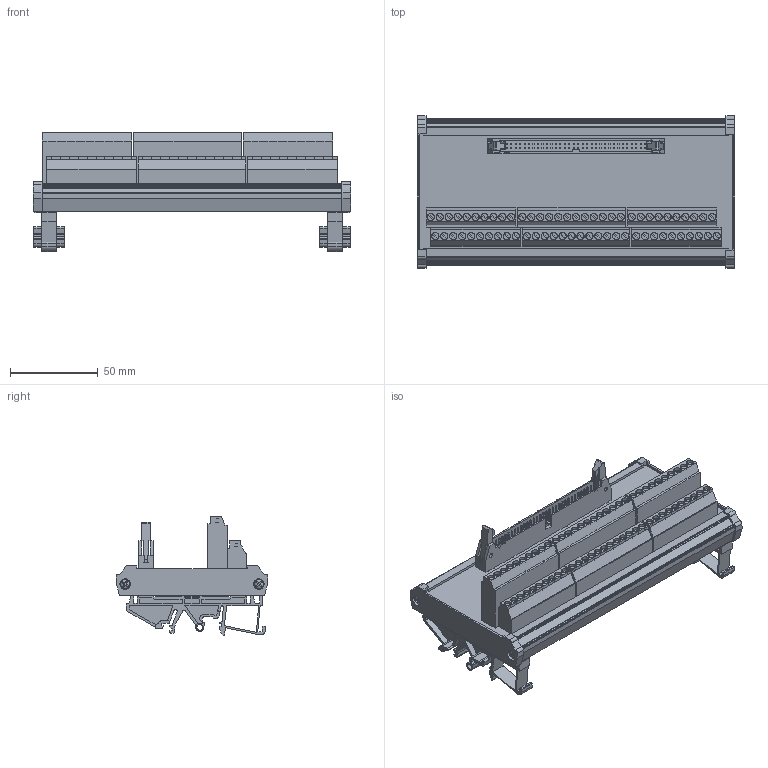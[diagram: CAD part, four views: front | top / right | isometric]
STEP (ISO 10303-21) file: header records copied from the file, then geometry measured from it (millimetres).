
FILE_DESCRIPTION(('CATIA V5R22 STEP214','CAx-IF Rec.Pracs.--- Model Styling and Organization---1.4--- 2014-01-23'),'2;1');
FILE_NAME ('001225-1_0', '2024-02-07T13:56:30+00:00', ('Weidmueller Interface'), ('Weidmueller'), 'CATIA Version 5-6 Release 2016 SP3 HF44', 'CATIA V5 STEP AP214', 'none');
FILE_SCHEMA(('AUTOMOTIVE_DESIGN { 1 0 10303 214 1 1 1 1 }'));
Length unit declared in the file: millimetre
Products named in the file (1): 0224761001_RS F64 S
Bounding box: 180.5 x 86.4 x 68.07 mm (x, y, z)
Volume: 176024.9 mm3; surface area: 127092.9 mm2
Topology: 1 solids, 3 shells, 2218 faces, 6470 edges, 4404 vertices
Faces by surface type: plane 1653, cylinder 551, torus 10, sphere 4
Entity records: 102887 total; most frequent: CARTESIAN_POINT 19673, ORIENTED_EDGE 12940, DIRECTION 11238, EDGE_CURVE 6470, LINE 4526, VECTOR 4526, VERTEX_POINT 4404, AXIS2_PLACEMENT_3D 3356
